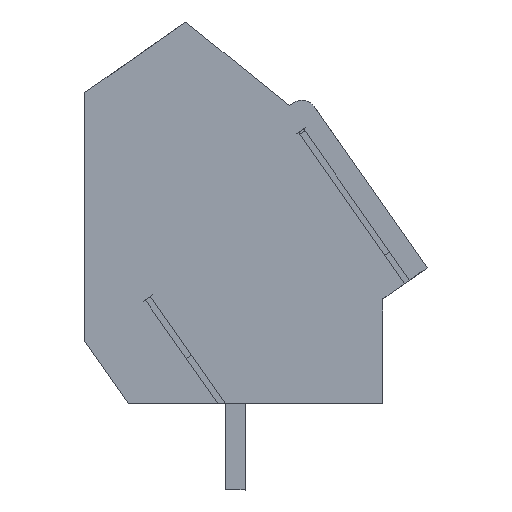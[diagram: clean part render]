
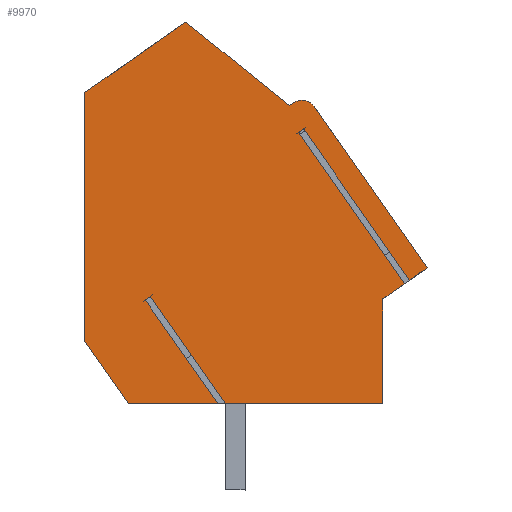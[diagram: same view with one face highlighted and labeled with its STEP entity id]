
A CAD part, left-side view. The second image highlights one B-rep face of the part: STEP entity #9970.
In plain terms, the highlighted planar face has unit normal (-1, 0, 0).
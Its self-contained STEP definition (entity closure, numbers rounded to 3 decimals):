
#9822=AXIS2_PLACEMENT_3D('Plane Axis2P3D',#9819,#9820,#9821) ;
#9842=AXIS2_PLACEMENT_3D('Circle Axis2P3D',#9840,#9841,$) ;
#9819=CARTESIAN_POINT('Axis2P3D Location',(0.,13.9,0.)) ;
#9824=CARTESIAN_POINT('Line Origine',(0.,0.358,8.767)) ;
#9828=CARTESIAN_POINT('Vertex',(0.,0.717,8.516)) ;
#9830=CARTESIAN_POINT('Vertex',(0.,0.,9.018)) ;
#9833=CARTESIAN_POINT('Line Origine',(0.,2.294,12.295)) ;
#9837=CARTESIAN_POINT('Vertex',(0.,4.589,15.572)) ;
#9840=CARTESIAN_POINT('Axis2P3D Location',(0.,5.08,15.227)) ;
#9844=CARTESIAN_POINT('Vertex',(0.,5.424,15.719)) ;
#9847=CARTESIAN_POINT('Line Origine',(0.,5.506,15.662)) ;
#9851=CARTESIAN_POINT('Vertex',(0.,5.588,15.604)) ;
#9854=CARTESIAN_POINT('Line Origine',(0.,7.696,17.302)) ;
#9858=CARTESIAN_POINT('Vertex',(0.,9.804,19.)) ;
#9861=CARTESIAN_POINT('Line Origine',(0.,11.852,17.566)) ;
#9865=CARTESIAN_POINT('Vertex',(0.,13.9,16.132)) ;
#9868=CARTESIAN_POINT('Line Origine',(0.,13.9,11.081)) ;
#9872=CARTESIAN_POINT('Vertex',(0.,13.9,6.03)) ;
#9875=CARTESIAN_POINT('Line Origine',(0.,13.014,4.765)) ;
#9879=CARTESIAN_POINT('Vertex',(0.,12.128,3.5)) ;
#9882=CARTESIAN_POINT('Line Origine',(0.,10.312,3.5)) ;
#9886=CARTESIAN_POINT('Vertex',(0.,8.496,3.5)) ;
#9889=CARTESIAN_POINT('Line Origine',(0.,9.972,5.608)) ;
#9893=CARTESIAN_POINT('Vertex',(0.,11.448,7.716)) ;
#9896=CARTESIAN_POINT('Line Origine',(0.,11.346,7.788)) ;
#9900=CARTESIAN_POINT('Vertex',(0.,11.244,7.859)) ;
#9903=CARTESIAN_POINT('Line Origine',(0.,9.718,5.68)) ;
#9907=CARTESIAN_POINT('Vertex',(0.,8.192,3.5)) ;
#9910=CARTESIAN_POINT('Line Origine',(0.,4.996,3.5)) ;
#9914=CARTESIAN_POINT('Vertex',(0.,1.8,3.5)) ;
#9917=CARTESIAN_POINT('Line Origine',(0.,1.8,5.629)) ;
#9921=CARTESIAN_POINT('Vertex',(0.,1.8,7.758)) ;
#9924=CARTESIAN_POINT('Line Origine',(0.,1.361,8.066)) ;
#9928=CARTESIAN_POINT('Vertex',(0.,0.921,8.373)) ;
#9931=CARTESIAN_POINT('Line Origine',(0.,3.072,11.445)) ;
#9935=CARTESIAN_POINT('Vertex',(0.,5.223,14.517)) ;
#9938=CARTESIAN_POINT('Line Origine',(0.,5.121,14.588)) ;
#9942=CARTESIAN_POINT('Vertex',(0.,5.019,14.66)) ;
#9945=CARTESIAN_POINT('Line Origine',(0.,2.868,11.588)) ;
#9820=DIRECTION('Axis2P3D Direction',(-1.,0.,0.)) ;
#9821=DIRECTION('Axis2P3D XDirection',(0.,-1.,0.)) ;
#9825=DIRECTION('Vector Direction',(0.,0.819,-0.574)) ;
#9834=DIRECTION('Vector Direction',(0.,-0.574,-0.819)) ;
#9841=DIRECTION('Axis2P3D Direction',(-1.,0.,0.)) ;
#9848=DIRECTION('Vector Direction',(0.,-0.819,0.574)) ;
#9855=DIRECTION('Vector Direction',(0.,-0.779,-0.627)) ;
#9862=DIRECTION('Vector Direction',(0.,-0.819,0.574)) ;
#9869=DIRECTION('Vector Direction',(0.,0.,1.)) ;
#9876=DIRECTION('Vector Direction',(0.,0.574,0.819)) ;
#9883=DIRECTION('Vector Direction',(0.,1.,0.)) ;
#9890=DIRECTION('Vector Direction',(0.,-0.574,-0.819)) ;
#9897=DIRECTION('Vector Direction',(0.,0.819,-0.574)) ;
#9904=DIRECTION('Vector Direction',(0.,-0.574,-0.819)) ;
#9911=DIRECTION('Vector Direction',(0.,1.,0.)) ;
#9918=DIRECTION('Vector Direction',(0.,0.,-1.)) ;
#9925=DIRECTION('Vector Direction',(0.,0.819,-0.574)) ;
#9932=DIRECTION('Vector Direction',(0.,-0.574,-0.819)) ;
#9939=DIRECTION('Vector Direction',(0.,0.819,-0.574)) ;
#9946=DIRECTION('Vector Direction',(0.,-0.574,-0.819)) ;
#9826=VECTOR('Line Direction',#9825,1.) ;
#9835=VECTOR('Line Direction',#9834,1.) ;
#9849=VECTOR('Line Direction',#9848,1.) ;
#9856=VECTOR('Line Direction',#9855,1.) ;
#9863=VECTOR('Line Direction',#9862,1.) ;
#9870=VECTOR('Line Direction',#9869,1.) ;
#9877=VECTOR('Line Direction',#9876,1.) ;
#9884=VECTOR('Line Direction',#9883,1.) ;
#9891=VECTOR('Line Direction',#9890,1.) ;
#9898=VECTOR('Line Direction',#9897,1.) ;
#9905=VECTOR('Line Direction',#9904,1.) ;
#9912=VECTOR('Line Direction',#9911,1.) ;
#9919=VECTOR('Line Direction',#9918,1.) ;
#9926=VECTOR('Line Direction',#9925,1.) ;
#9933=VECTOR('Line Direction',#9932,1.) ;
#9940=VECTOR('Line Direction',#9939,1.) ;
#9947=VECTOR('Line Direction',#9946,1.) ;
#9951=ORIENTED_EDGE('',*,*,#9832,.T.) ;
#9952=ORIENTED_EDGE('',*,*,#9839,.T.) ;
#9953=ORIENTED_EDGE('',*,*,#9846,.T.) ;
#9954=ORIENTED_EDGE('',*,*,#9853,.T.) ;
#9955=ORIENTED_EDGE('',*,*,#9860,.T.) ;
#9956=ORIENTED_EDGE('',*,*,#9867,.T.) ;
#9957=ORIENTED_EDGE('',*,*,#9874,.T.) ;
#9958=ORIENTED_EDGE('',*,*,#9881,.T.) ;
#9959=ORIENTED_EDGE('',*,*,#9888,.T.) ;
#9960=ORIENTED_EDGE('',*,*,#9895,.F.) ;
#9961=ORIENTED_EDGE('',*,*,#9902,.F.) ;
#9962=ORIENTED_EDGE('',*,*,#9909,.T.) ;
#9963=ORIENTED_EDGE('',*,*,#9916,.T.) ;
#9964=ORIENTED_EDGE('',*,*,#9923,.T.) ;
#9965=ORIENTED_EDGE('',*,*,#9930,.T.) ;
#9966=ORIENTED_EDGE('',*,*,#9937,.F.) ;
#9967=ORIENTED_EDGE('',*,*,#9944,.F.) ;
#9968=ORIENTED_EDGE('',*,*,#9949,.T.) ;
#9970=ADVANCED_FACE('HOUSING',(#9969),#9823,.T.) ;
#9843=CIRCLE('generated circle',#9842,0.6) ;
#9832=EDGE_CURVE('',#9829,#9831,#9827,.F.) ;
#9839=EDGE_CURVE('',#9831,#9838,#9836,.F.) ;
#9846=EDGE_CURVE('',#9838,#9845,#9843,.T.) ;
#9853=EDGE_CURVE('',#9845,#9852,#9850,.F.) ;
#9860=EDGE_CURVE('',#9852,#9859,#9857,.F.) ;
#9867=EDGE_CURVE('',#9859,#9866,#9864,.F.) ;
#9874=EDGE_CURVE('',#9866,#9873,#9871,.F.) ;
#9881=EDGE_CURVE('',#9873,#9880,#9878,.F.) ;
#9888=EDGE_CURVE('',#9880,#9887,#9885,.F.) ;
#9895=EDGE_CURVE('',#9894,#9887,#9892,.T.) ;
#9902=EDGE_CURVE('',#9901,#9894,#9899,.T.) ;
#9909=EDGE_CURVE('',#9901,#9908,#9906,.T.) ;
#9916=EDGE_CURVE('',#9908,#9915,#9913,.F.) ;
#9923=EDGE_CURVE('',#9915,#9922,#9920,.F.) ;
#9930=EDGE_CURVE('',#9922,#9929,#9927,.F.) ;
#9937=EDGE_CURVE('',#9936,#9929,#9934,.T.) ;
#9944=EDGE_CURVE('',#9943,#9936,#9941,.T.) ;
#9949=EDGE_CURVE('',#9943,#9829,#9948,.T.) ;
#9950=EDGE_LOOP('',(#9951,#9952,#9953,#9954,#9955,#9956,#9957,#9958,#9959,#9960,#9961,#9962,#9963,#9964,#9965,#9966,#9967,#9968)) ;
#9969=FACE_OUTER_BOUND('',#9950,.T.) ;
#9827=LINE('Line',#9824,#9826) ;
#9836=LINE('Line',#9833,#9835) ;
#9850=LINE('Line',#9847,#9849) ;
#9857=LINE('Line',#9854,#9856) ;
#9864=LINE('Line',#9861,#9863) ;
#9871=LINE('Line',#9868,#9870) ;
#9878=LINE('Line',#9875,#9877) ;
#9885=LINE('Line',#9882,#9884) ;
#9892=LINE('Line',#9889,#9891) ;
#9899=LINE('Line',#9896,#9898) ;
#9906=LINE('Line',#9903,#9905) ;
#9913=LINE('Line',#9910,#9912) ;
#9920=LINE('Line',#9917,#9919) ;
#9927=LINE('Line',#9924,#9926) ;
#9934=LINE('Line',#9931,#9933) ;
#9941=LINE('Line',#9938,#9940) ;
#9948=LINE('Line',#9945,#9947) ;
#9823=PLANE('',#9822) ;
#9829=VERTEX_POINT('',#9828) ;
#9831=VERTEX_POINT('',#9830) ;
#9838=VERTEX_POINT('',#9837) ;
#9845=VERTEX_POINT('',#9844) ;
#9852=VERTEX_POINT('',#9851) ;
#9859=VERTEX_POINT('',#9858) ;
#9866=VERTEX_POINT('',#9865) ;
#9873=VERTEX_POINT('',#9872) ;
#9880=VERTEX_POINT('',#9879) ;
#9887=VERTEX_POINT('',#9886) ;
#9894=VERTEX_POINT('',#9893) ;
#9901=VERTEX_POINT('',#9900) ;
#9908=VERTEX_POINT('',#9907) ;
#9915=VERTEX_POINT('',#9914) ;
#9922=VERTEX_POINT('',#9921) ;
#9929=VERTEX_POINT('',#9928) ;
#9936=VERTEX_POINT('',#9935) ;
#9943=VERTEX_POINT('',#9942) ;
